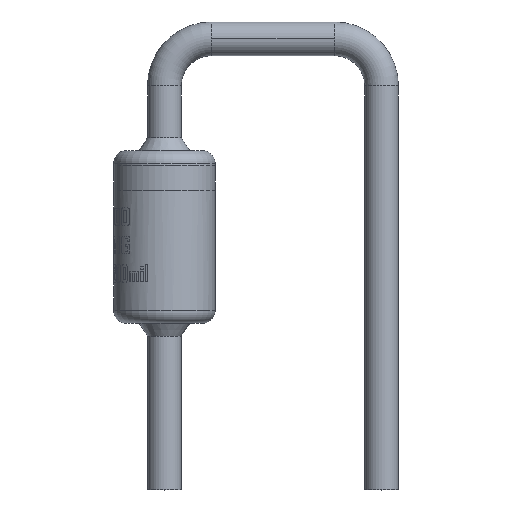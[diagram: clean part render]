
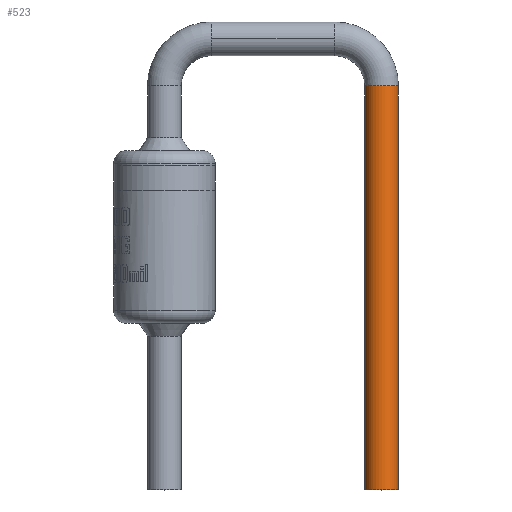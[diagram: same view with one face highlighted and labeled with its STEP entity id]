
A CAD part, top view. The second image highlights one B-rep face of the part: STEP entity #523.
In plain terms, the highlighted cylindrical face has radius 0.394 mm (diameter 0.787 mm), a partial arc.
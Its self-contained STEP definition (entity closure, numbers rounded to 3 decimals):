
#217 = VERTEX_POINT ( 'NONE', #717 ) ;
#316 = CIRCLE ( 'NONE', #951, 0.394 ) ;
#429 = EDGE_CURVE ( 'NONE', #2282, #4688, #737, .T. ) ;
#523 = ADVANCED_FACE ( 'NONE', ( #5345 ), #3302, .T. ) ;
#717 = CARTESIAN_POINT ( 'NONE',  ( 4.686, -2.6, 0. ) ) ;
#737 = LINE ( 'NONE', #5318, #1054 ) ;
#897 = CARTESIAN_POINT ( 'NONE',  ( 5.474, 6.848, 0. ) ) ;
#945 = DIRECTION ( 'NONE',  ( 0., 1., 0. ) ) ;
#951 = AXIS2_PLACEMENT_3D ( 'NONE', #4514, #3742, #5387 ) ;
#1054 = VECTOR ( 'NONE', #5371, 1000. ) ;
#1326 = AXIS2_PLACEMENT_3D ( 'NONE', #3749, #4924, #3645 ) ;
#1611 = EDGE_CURVE ( 'NONE', #4688, #1729, #316, .T. ) ;
#1729 = VERTEX_POINT ( 'NONE', #4205 ) ;
#2282 = VERTEX_POINT ( 'NONE', #4021 ) ;
#2288 = ORIENTED_EDGE ( 'NONE', *, *, #3586, .F. ) ;
#2309 = CARTESIAN_POINT ( 'NONE',  ( 5.08, -2.6, 0. ) ) ;
#2564 = CIRCLE ( 'NONE', #3798, 0.394 ) ;
#2689 = ORIENTED_EDGE ( 'NONE', *, *, #1611, .T. ) ;
#2819 = DIRECTION ( 'NONE',  ( 1., 0., 0. ) ) ;
#3162 = DIRECTION ( 'NONE',  ( 0., -1., 0. ) ) ;
#3302 = CYLINDRICAL_SURFACE ( 'NONE', #1326, 0.394 ) ;
#3489 = CARTESIAN_POINT ( 'NONE',  ( 4.686, -2.6, 0. ) ) ;
#3586 = EDGE_CURVE ( 'NONE', #2282, #217, #2564, .T. ) ;
#3645 = DIRECTION ( 'NONE',  ( -1., 0., 0. ) ) ;
#3657 = EDGE_LOOP ( 'NONE', ( #2288, #4972, #2689, #4914 ) ) ;
#3742 = DIRECTION ( 'NONE',  ( 0., -1., 0. ) ) ;
#3749 = CARTESIAN_POINT ( 'NONE',  ( 5.08, -2.6, 0. ) ) ;
#3798 = AXIS2_PLACEMENT_3D ( 'NONE', #2309, #3162, #2819 ) ;
#4021 = CARTESIAN_POINT ( 'NONE',  ( 5.474, -2.6, 0. ) ) ;
#4083 = EDGE_CURVE ( 'NONE', #217, #1729, #4698, .T. ) ;
#4205 = CARTESIAN_POINT ( 'NONE',  ( 4.686, 6.848, 0. ) ) ;
#4514 = CARTESIAN_POINT ( 'NONE',  ( 5.08, 6.848, 0. ) ) ;
#4688 = VERTEX_POINT ( 'NONE', #897 ) ;
#4698 = LINE ( 'NONE', #3489, #5270 ) ;
#4914 = ORIENTED_EDGE ( 'NONE', *, *, #4083, .F. ) ;
#4924 = DIRECTION ( 'NONE',  ( 0., 1., 0. ) ) ;
#4972 = ORIENTED_EDGE ( 'NONE', *, *, #429, .T. ) ;
#5270 = VECTOR ( 'NONE', #945, 1000. ) ;
#5318 = CARTESIAN_POINT ( 'NONE',  ( 5.474, -2.6, 0. ) ) ;
#5345 = FACE_OUTER_BOUND ( 'NONE', #3657, .T. ) ;
#5371 = DIRECTION ( 'NONE',  ( 0., 1., 0. ) ) ;
#5387 = DIRECTION ( 'NONE',  ( 1., 0., 0. ) ) ;
